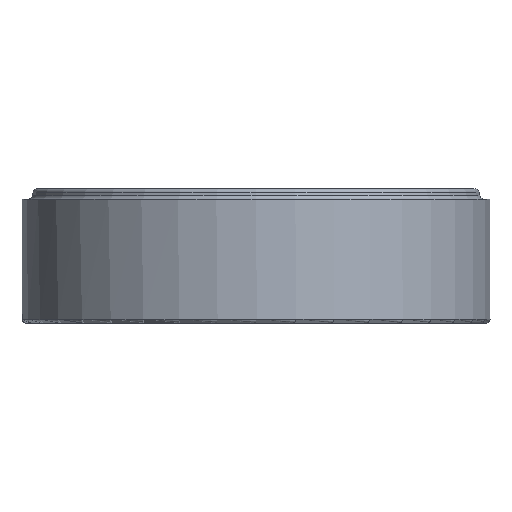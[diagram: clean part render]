
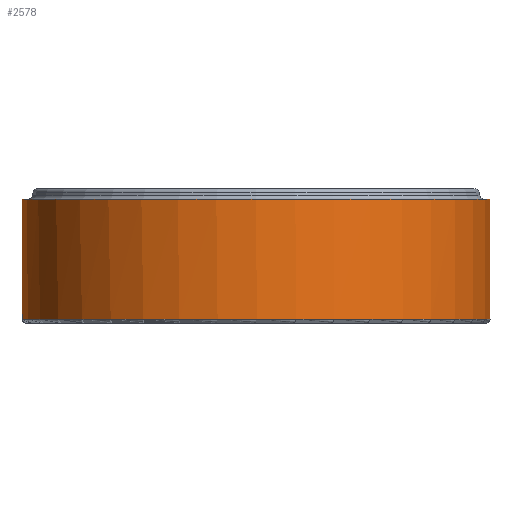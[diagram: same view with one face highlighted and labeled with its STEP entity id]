
A CAD part, left-side view. The second image highlights one B-rep face of the part: STEP entity #2578.
In plain terms, the highlighted cylindrical face has radius 22.65 mm (diameter 45.3 mm), a partial arc.
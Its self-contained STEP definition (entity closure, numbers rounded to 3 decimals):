
#21=ELLIPSE('',#2819,32.032,22.65);
#126=LINE('',#5323,#218);
#128=LINE('',#5327,#220);
#218=VECTOR('',#3299,10.);
#220=VECTOR('',#3303,10.);
#305=CYLINDRICAL_SURFACE('',#2816,22.65);
#405=CIRCLE('',#2801,22.65);
#413=CIRCLE('',#2817,22.65);
#414=CIRCLE('',#2818,22.65);
#586=FACE_OUTER_BOUND('',#757,.T.);
#757=EDGE_LOOP('',(#1971,#1972,#1973,#1974,#1975,#1976));
#1141=VERTEX_POINT('',#5268);
#1142=VERTEX_POINT('',#5281);
#1149=VERTEX_POINT('',#5322);
#1150=VERTEX_POINT('',#5326);
#1151=VERTEX_POINT('',#5328);
#1152=VERTEX_POINT('',#5330);
#1443=EDGE_CURVE('',#1141,#1142,#405,.T.);
#1457=EDGE_CURVE('',#1142,#1149,#126,.T.);
#1459=EDGE_CURVE('',#1141,#1150,#128,.T.);
#1460=EDGE_CURVE('',#1151,#1150,#413,.T.);
#1461=EDGE_CURVE('',#1152,#1151,#414,.T.);
#1462=EDGE_CURVE('',#1149,#1152,#21,.F.);
#1971=ORIENTED_EDGE('',*,*,#1443,.F.);
#1972=ORIENTED_EDGE('',*,*,#1459,.T.);
#1973=ORIENTED_EDGE('',*,*,#1460,.F.);
#1974=ORIENTED_EDGE('',*,*,#1461,.F.);
#1975=ORIENTED_EDGE('',*,*,#1462,.F.);
#1976=ORIENTED_EDGE('',*,*,#1457,.F.);
#2578=ADVANCED_FACE('',(#586),#305,.T.);
#2801=AXIS2_PLACEMENT_3D('',#5282,#3264,#3265);
#2816=AXIS2_PLACEMENT_3D('',#5325,#3301,#3302);
#2817=AXIS2_PLACEMENT_3D('',#5329,#3304,#3305);
#2818=AXIS2_PLACEMENT_3D('',#5331,#3306,#3307);
#2819=AXIS2_PLACEMENT_3D('',#5332,#3308,#3309);
#3264=DIRECTION('center_axis',(0.,0.,
-1.));
#3265=DIRECTION('ref_axis',(-0.969,0.247,0.));
#3299=DIRECTION('',(0.,0.,1.));
#3301=DIRECTION('center_axis',(0.,0.,1.));
#3302=DIRECTION('ref_axis',(-1.,0.,0.));
#3303=DIRECTION('',(0.,0.,1.));
#3304=DIRECTION('center_axis',(0.,0.,1.));
#3305=DIRECTION('ref_axis',(-1.,0.,0.));
#3306=DIRECTION('center_axis',(0.,0.,1.));
#3307=DIRECTION('ref_axis',(-1.,0.,0.));
#3308=DIRECTION('center_axis',(0.,0.707,0.707));
#3309=DIRECTION('ref_axis',(0.,-0.707,0.707));
#5268=CARTESIAN_POINT('',(36.036,-98.76,6.4));
#5281=CARTESIAN_POINT('',(45.673,-60.923,6.4));
#5282=CARTESIAN_POINT('Origin',(29.724,-77.007,6.4));
#5322=CARTESIAN_POINT('',(45.673,-60.923,17.4));
#5323=CARTESIAN_POINT('',(45.673,-60.923,6.));
#5325=CARTESIAN_POINT('Origin',(29.724,-77.007,6.));
#5326=CARTESIAN_POINT('',(36.036,-98.76,18.));
#5327=CARTESIAN_POINT('',(36.036,-98.76,6.));
#5328=CARTESIAN_POINT('',(7.074,-77.007,18.));
#5329=CARTESIAN_POINT('Origin',(29.724,-77.007,18.));
#5330=CARTESIAN_POINT('',(46.256,-61.523,18.));
#5331=CARTESIAN_POINT('Origin',(29.724,-77.007,18.));
#5332=CARTESIAN_POINT('Origin',(29.724,-77.007,33.483));
